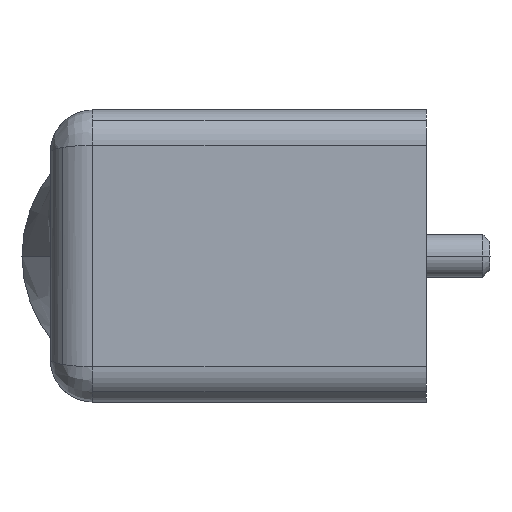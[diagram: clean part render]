
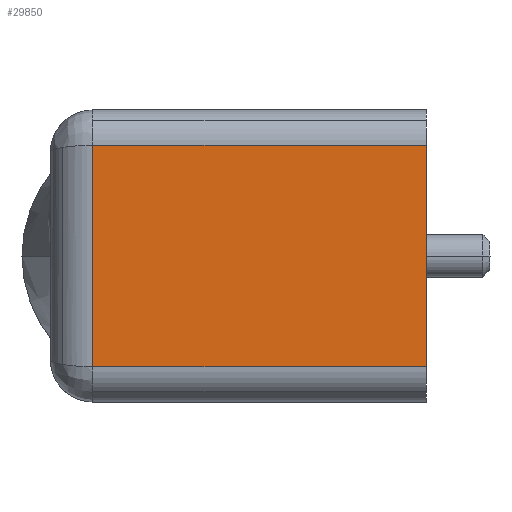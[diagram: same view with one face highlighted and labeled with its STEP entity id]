
A CAD part, left-side view. The second image highlights one B-rep face of the part: STEP entity #29850.
In plain terms, the highlighted planar face has unit normal (-1, 0, 0).
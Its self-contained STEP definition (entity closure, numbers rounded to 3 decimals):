
#60=CARTESIAN_POINT('',(-14.05,-26.5,-7.8));
#70=DIRECTION('',(0.,1.,0.));
#80=VECTOR('',#70,23.5);
#90=LINE('',#60,#80);
#100=CARTESIAN_POINT('',(-14.05,-26.5,-7.8));
#110=VERTEX_POINT('',#100);
#120=CARTESIAN_POINT('',(-14.05,-3.,-7.8));
#130=VERTEX_POINT('',#120);
#140=EDGE_CURVE('',#110,#130,#90,.T.);
#29550=CARTESIAN_POINT('',(-14.05,0.,-10.3));
#29560=DIRECTION('',(-1.,0.,0.));
#29570=DIRECTION('',(0.,0.,1.));
#29580=AXIS2_PLACEMENT_3D('',#29550,#29560,#29570);
#29590=PLANE('',#29580);
#29600=CARTESIAN_POINT('',(-14.05,-3.,7.8));
#29610=DIRECTION('',(0.,-1.,0.));
#29620=VECTOR('',#29610,23.5);
#29630=LINE('',#29600,#29620);
#29640=CARTESIAN_POINT('',(-14.05,-3.,7.8));
#29650=VERTEX_POINT('',#29640);
#29660=CARTESIAN_POINT('',(-14.05,-26.5,7.8));
#29670=VERTEX_POINT('',#29660);
#29680=EDGE_CURVE('',#29650,#29670,#29630,.T.);
#29690=ORIENTED_EDGE('',*,*,#29680,.F.);
#29700=CARTESIAN_POINT('',(-14.05,-26.5,-7.8));
#29710=DIRECTION('',(0.,0.,1.));
#29720=VECTOR('',#29710,15.6);
#29730=LINE('',#29700,#29720);
#29740=EDGE_CURVE('',#110,#29670,#29730,.T.);
#29750=ORIENTED_EDGE('',*,*,#29740,.T.);
#29760=ORIENTED_EDGE('',*,*,#140,.F.);
#29770=CARTESIAN_POINT('',(-14.05,-3.,-7.8));
#29780=DIRECTION('',(0.,0.,1.));
#29790=VECTOR('',#29780,15.6);
#29800=LINE('',#29770,#29790);
#29810=EDGE_CURVE('',#130,#29650,#29800,.T.);
#29820=ORIENTED_EDGE('',*,*,#29810,.F.);
#29830=EDGE_LOOP('',(#29820,#29760,#29750,#29690));
#29840=FACE_OUTER_BOUND('',#29830,.T.);
#29850=ADVANCED_FACE('',(#29840),#29590,.T.);
